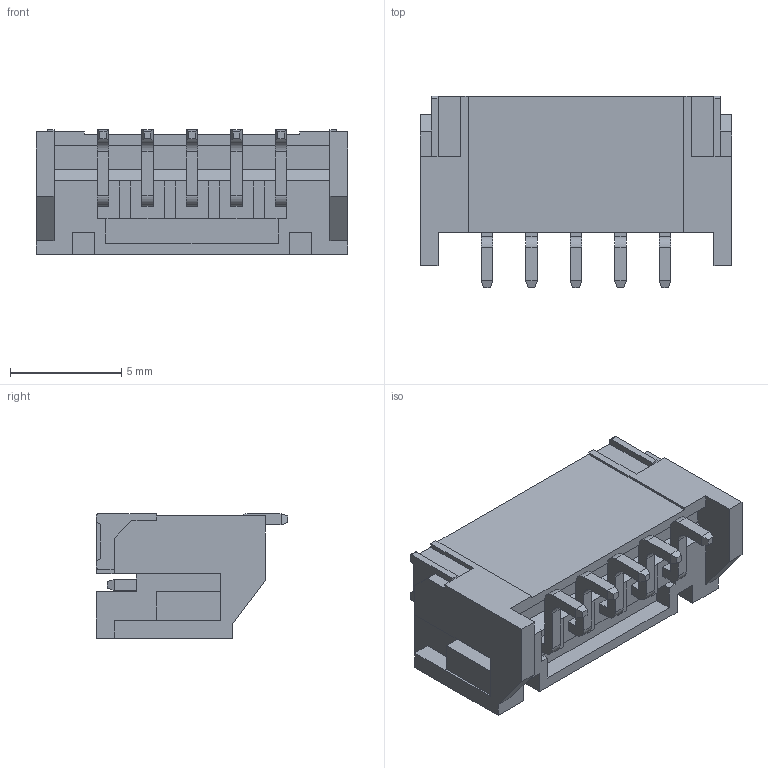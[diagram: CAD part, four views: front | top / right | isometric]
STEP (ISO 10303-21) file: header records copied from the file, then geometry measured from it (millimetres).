
FILE_DESCRIPTION((''),'2;1');
FILE_NAME('PRT0002','2019-11-11T',('gongcheng6'),(''),'PRO/ENGINEER BY PARAMETRIC TECHNOLOGY CORPORATION, 2010280','PRO/ENGINEER BY PARAMETRIC TECHNOLOGY CORPORATION, 2010280','');
FILE_SCHEMA(('CONFIG_CONTROL_DESIGN'));
Length unit declared in the file: millimetre
Products named in the file (1): PRT0002
Bounding box: 14 x 8.6 x 5.6 mm (x, y, z)
Volume: 225 mm3; surface area: 741.4 mm2
Topology: 4 solids, 4 shells, 312 faces, 830 edges, 530 vertices
Faces by surface type: plane 289, cylinder 23
Entity records: 9480 total; most frequent: CARTESIAN_POINT 1678, ORIENTED_EDGE 1660, DIRECTION 1496, EDGE_CURVE 830, VECTOR 784, LINE 784, VERTEX_POINT 530, AXIS2_PLACEMENT_3D 356
